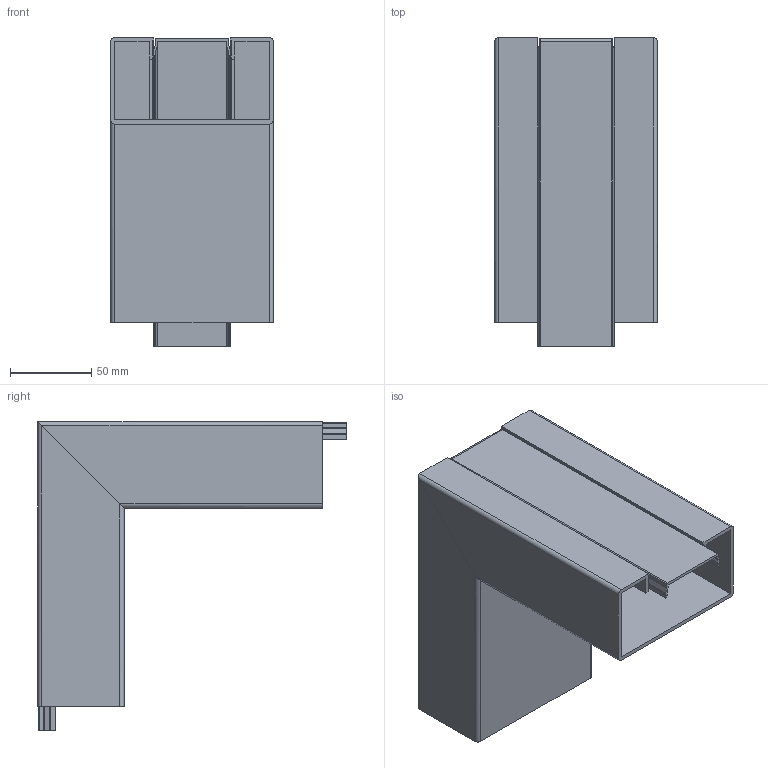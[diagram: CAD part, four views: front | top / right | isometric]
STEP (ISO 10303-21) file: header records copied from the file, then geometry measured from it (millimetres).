
FILE_DESCRIPTION (( 'STEP AP214' ), '1' );
FILE_NAME ('6113042.stp', '2016-05-19T12:26:48', ( '' ), ( '' ), 'SwSTEP 2.0', 'SolidWorks 2014', '' );
FILE_SCHEMA (( 'AUTOMOTIVE_DESIGN' ));
Length unit declared in the file: millimetre
Products named in the file (3): 091544_Standard; 091543_175; 6113042
Assembly tree (3 placements, depth 2):
  6113042
    091543_175  x2
    091544_Standard
Bounding box: 100 x 189.5 x 189.5 mm (x, y, z)
Volume: 232177.8 mm3; surface area: 208537.3 mm2
Topology: 3 solids, 3 shells, 117 faces, 313 edges, 202 vertices
Faces by surface type: plane 74, cylinder 41, torus 2
Entity records: 2897 total; most frequent: CARTESIAN_POINT 546, ORIENTED_EDGE 482, DIRECTION 461, EDGE_CURVE 241, LINE 179, VECTOR 179, VERTEX_POINT 154, AXIS2_PLACEMENT_3D 141
